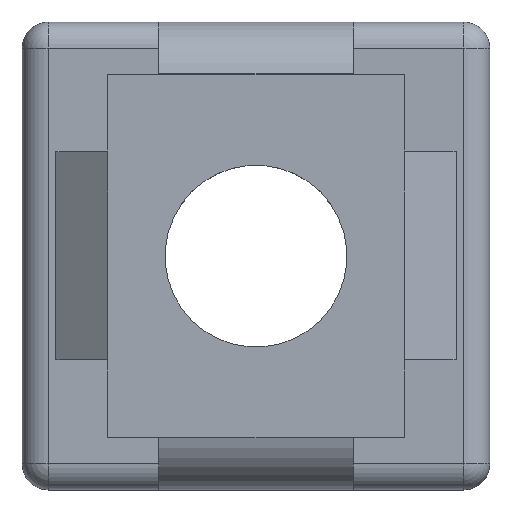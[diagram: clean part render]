
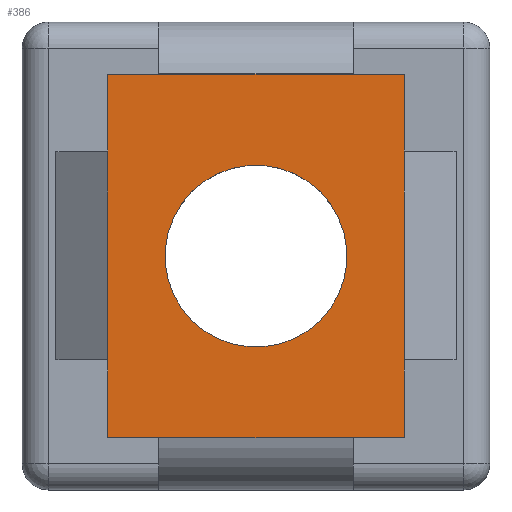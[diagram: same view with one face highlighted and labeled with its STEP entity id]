
A CAD part, top view. The second image highlights one B-rep face of the part: STEP entity #386.
In plain terms, the highlighted planar face has unit normal (0, 0, 1).
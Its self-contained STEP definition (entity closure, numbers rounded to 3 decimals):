
#304=CARTESIAN_POINT('',(-13.161,11.5,2.02));
#305=DIRECTION('',(0.,-0.,1.));
#306=DIRECTION('',(-1.,0.,0.));
#307=AXIS2_PLACEMENT_3D('',#304,#305,#306);
#308=PLANE('',#307);
#309=CARTESIAN_POINT('',(0.814,13.975,2.02));
#310=VERTEX_POINT('',#309);
#311=CARTESIAN_POINT('',(-1.661,11.5,2.02));
#312=DIRECTION('',(0.,-0.,1.));
#313=DIRECTION('',(0.707,0.707,-0.));
#314=AXIS2_PLACEMENT_3D('',#311,#312,#313);
#315=CIRCLE('',#314,3.5);
#316=EDGE_CURVE('',#310,#310,#315,.T.);
#317=ORIENTED_EDGE('',*,*,#316,.F.);
#318=EDGE_LOOP('',(#317));
#319=FACE_BOUND('',#318,.T.);
#320=CARTESIAN_POINT('',(-7.361,15.,2.02));
#321=VERTEX_POINT('',#320);
#322=CARTESIAN_POINT('',(-7.361,18.5,2.02));
#323=VERTEX_POINT('',#322);
#324=CARTESIAN_POINT('',(-7.361,15.,2.02));
#325=DIRECTION('',(0.,1.,0.));
#326=VECTOR('',#325,3.5);
#327=LINE('',#324,#326);
#328=EDGE_CURVE('',#321,#323,#327,.T.);
#329=ORIENTED_EDGE('',*,*,#328,.F.);
#330=CARTESIAN_POINT('',(-7.361,8.,2.02));
#331=VERTEX_POINT('',#330);
#332=CARTESIAN_POINT('',(-7.361,8.,2.02));
#333=DIRECTION('',(0.,1.,0.));
#334=VECTOR('',#333,7.);
#335=LINE('',#332,#334);
#336=EDGE_CURVE('',#331,#321,#335,.T.);
#337=ORIENTED_EDGE('',*,*,#336,.F.);
#338=CARTESIAN_POINT('',(-7.361,4.5,2.02));
#339=VERTEX_POINT('',#338);
#340=CARTESIAN_POINT('',(-7.361,4.5,2.02));
#341=DIRECTION('',(0.,1.,0.));
#342=VECTOR('',#341,3.5);
#343=LINE('',#340,#342);
#344=EDGE_CURVE('',#339,#331,#343,.T.);
#345=ORIENTED_EDGE('',*,*,#344,.F.);
#346=CARTESIAN_POINT('',(4.039,4.5,2.02));
#347=VERTEX_POINT('',#346);
#348=CARTESIAN_POINT('',(4.039,4.5,2.02));
#349=DIRECTION('',(-1.,0.,0.));
#350=VECTOR('',#349,11.4);
#351=LINE('',#348,#350);
#352=EDGE_CURVE('',#347,#339,#351,.T.);
#353=ORIENTED_EDGE('',*,*,#352,.F.);
#354=CARTESIAN_POINT('',(4.039,8.,2.02));
#355=VERTEX_POINT('',#354);
#356=CARTESIAN_POINT('',(4.039,8.,2.02));
#357=DIRECTION('',(0.,-1.,0.));
#358=VECTOR('',#357,3.5);
#359=LINE('',#356,#358);
#360=EDGE_CURVE('',#355,#347,#359,.T.);
#361=ORIENTED_EDGE('',*,*,#360,.F.);
#362=CARTESIAN_POINT('',(4.039,15.,2.02));
#363=VERTEX_POINT('',#362);
#364=CARTESIAN_POINT('',(4.039,15.,2.02));
#365=DIRECTION('',(0.,-1.,0.));
#366=VECTOR('',#365,7.);
#367=LINE('',#364,#366);
#368=EDGE_CURVE('',#363,#355,#367,.T.);
#369=ORIENTED_EDGE('',*,*,#368,.F.);
#370=CARTESIAN_POINT('',(4.039,18.5,2.02));
#371=VERTEX_POINT('',#370);
#372=CARTESIAN_POINT('',(4.039,18.5,2.02));
#373=DIRECTION('',(0.,-1.,0.));
#374=VECTOR('',#373,3.5);
#375=LINE('',#372,#374);
#376=EDGE_CURVE('',#371,#363,#375,.T.);
#377=ORIENTED_EDGE('',*,*,#376,.F.);
#378=CARTESIAN_POINT('',(-7.361,18.5,2.02));
#379=DIRECTION('',(1.,-0.,-0.));
#380=VECTOR('',#379,11.4);
#381=LINE('',#378,#380);
#382=EDGE_CURVE('',#323,#371,#381,.T.);
#383=ORIENTED_EDGE('',*,*,#382,.F.);
#384=EDGE_LOOP('',(#329,#337,#345,#353,#361,#369,#377,#383));
#385=FACE_BOUND('',#384,.T.);
#386=ADVANCED_FACE('',(#319,#385),#308,.T.);
